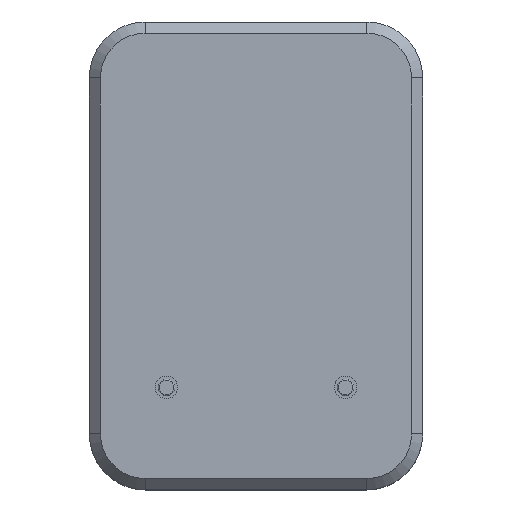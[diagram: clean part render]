
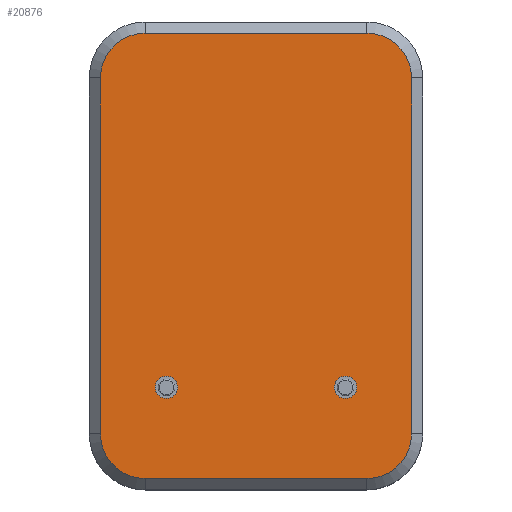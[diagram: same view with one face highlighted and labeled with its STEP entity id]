
A CAD part, top view. The second image highlights one B-rep face of the part: STEP entity #20876.
In plain terms, the highlighted planar face has unit normal (0, 0, 1).
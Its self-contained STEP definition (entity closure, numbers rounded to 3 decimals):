
#152=FACE_BOUND('',#3547,.T.);
#153=FACE_BOUND('',#3548,.T.);
#1311=CIRCLE('',#22650,1.);
#1313=CIRCLE('',#22653,1.);
#1347=CIRCLE('',#22720,4.);
#1348=CIRCLE('',#22723,4.);
#1349=CIRCLE('',#22726,4.);
#1350=CIRCLE('',#22729,4.);
#2400=FACE_OUTER_BOUND('',#3546,.T.);
#3546=EDGE_LOOP('',(#18272,#18273,#18274,#18275,#18276,#18277,#18278,#18279));
#3547=EDGE_LOOP('',(#18280));
#3548=EDGE_LOOP('',(#18281));
#5748=LINE('',#34276,#7956);
#5752=LINE('',#34285,#7960);
#5755=LINE('',#34293,#7963);
#5758=LINE('',#34301,#7966);
#7956=VECTOR('',#28407,10.);
#7960=VECTOR('',#28417,10.);
#7963=VECTOR('',#28426,10.);
#7966=VECTOR('',#28435,10.);
#9722=VERTEX_POINT('',#34081);
#9724=VERTEX_POINT('',#34087);
#9789=VERTEX_POINT('',#34273);
#9790=VERTEX_POINT('',#34275);
#9791=VERTEX_POINT('',#34279);
#9792=VERTEX_POINT('',#34283);
#9793=VERTEX_POINT('',#34287);
#9794=VERTEX_POINT('',#34291);
#9795=VERTEX_POINT('',#34295);
#9796=VERTEX_POINT('',#34299);
#12527=EDGE_CURVE('',#9722,#9722,#1311,.T.);
#12530=EDGE_CURVE('',#9724,#9724,#1313,.T.);
#12620=EDGE_CURVE('',#9789,#9790,#5748,.T.);
#12623=EDGE_CURVE('',#9791,#9789,#1347,.T.);
#12625=EDGE_CURVE('',#9792,#9791,#5752,.T.);
#12627=EDGE_CURVE('',#9793,#9792,#1348,.T.);
#12629=EDGE_CURVE('',#9794,#9793,#5755,.T.);
#12631=EDGE_CURVE('',#9795,#9794,#1349,.T.);
#12633=EDGE_CURVE('',#9796,#9795,#5758,.T.);
#12634=EDGE_CURVE('',#9790,#9796,#1350,.T.);
#18272=ORIENTED_EDGE('',*,*,#12620,.F.);
#18273=ORIENTED_EDGE('',*,*,#12623,.F.);
#18274=ORIENTED_EDGE('',*,*,#12625,.F.);
#18275=ORIENTED_EDGE('',*,*,#12627,.F.);
#18276=ORIENTED_EDGE('',*,*,#12629,.F.);
#18277=ORIENTED_EDGE('',*,*,#12631,.F.);
#18278=ORIENTED_EDGE('',*,*,#12633,.F.);
#18279=ORIENTED_EDGE('',*,*,#12634,.F.);
#18280=ORIENTED_EDGE('',*,*,#12527,.T.);
#18281=ORIENTED_EDGE('',*,*,#12530,.T.);
#19061=PLANE('',#22730);
#20876=ADVANCED_FACE('',(#2400,#152,#153),#19061,.T.);
#22650=AXIS2_PLACEMENT_3D('',#34082,#28212,#28213);
#22653=AXIS2_PLACEMENT_3D('',#34088,#28219,#28220);
#22720=AXIS2_PLACEMENT_3D('',#34281,#28412,#28413);
#22723=AXIS2_PLACEMENT_3D('',#34289,#28421,#28422);
#22726=AXIS2_PLACEMENT_3D('',#34297,#28430,#28431);
#22729=AXIS2_PLACEMENT_3D('',#34303,#28438,#28439);
#22730=AXIS2_PLACEMENT_3D('',#34304,#28440,#28441);
#28212=DIRECTION('center_axis',(0.,0.,-1.));
#28213=DIRECTION('ref_axis',(-1.,0.,0.));
#28219=DIRECTION('center_axis',(0.,0.,-1.));
#28220=DIRECTION('ref_axis',(-1.,0.,0.));
#28407=DIRECTION('',(-1.,0.,0.));
#28412=DIRECTION('center_axis',(0.,0.,-1.));
#28413=DIRECTION('ref_axis',(0.,-1.,0.));
#28417=DIRECTION('',(0.,-1.,0.));
#28421=DIRECTION('center_axis',(0.,0.,-1.));
#28422=DIRECTION('ref_axis',(1.,0.,0.));
#28426=DIRECTION('',(1.,0.,0.));
#28430=DIRECTION('center_axis',(0.,0.,-1.));
#28431=DIRECTION('ref_axis',(0.,1.,0.));
#28435=DIRECTION('',(0.,1.,0.));
#28438=DIRECTION('center_axis',(0.,0.,-1.));
#28439=DIRECTION('ref_axis',(-1.,0.,0.));
#28440=DIRECTION('center_axis',(0.,0.,1.));
#28441=DIRECTION('ref_axis',(1.,0.,0.));
#34081=CARTESIAN_POINT('',(9.,-10.75,10.6));
#34082=CARTESIAN_POINT('Origin',(8.,-10.75,10.6));
#34087=CARTESIAN_POINT('',(-7.,-10.75,10.6));
#34088=CARTESIAN_POINT('Origin',(-8.,-10.75,10.6));
#34273=CARTESIAN_POINT('',(9.9,-18.9,10.6));
#34275=CARTESIAN_POINT('',(-9.9,-18.9,10.6));
#34276=CARTESIAN_POINT('',(-4.95,-18.9,10.6));
#34279=CARTESIAN_POINT('',(13.9,-14.9,10.6));
#34281=CARTESIAN_POINT('Origin',(9.9,-14.9,10.6));
#34283=CARTESIAN_POINT('',(13.9,16.9,10.6));
#34285=CARTESIAN_POINT('',(13.9,-6.95,10.6));
#34287=CARTESIAN_POINT('',(9.9,20.9,10.6));
#34289=CARTESIAN_POINT('Origin',(9.9,16.9,10.6));
#34291=CARTESIAN_POINT('',(-9.9,20.9,10.6));
#34293=CARTESIAN_POINT('',(4.95,20.9,10.6));
#34295=CARTESIAN_POINT('',(-13.9,16.9,10.6));
#34297=CARTESIAN_POINT('Origin',(-9.9,16.9,10.6));
#34299=CARTESIAN_POINT('',(-13.9,-14.9,10.6));
#34301=CARTESIAN_POINT('',(-13.9,8.95,10.6));
#34303=CARTESIAN_POINT('Origin',(-9.9,-14.9,10.6));
#34304=CARTESIAN_POINT('Origin',(0.,1.,10.6));
